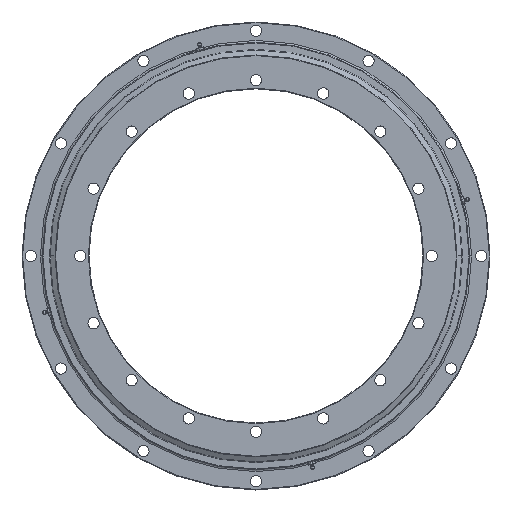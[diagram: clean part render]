
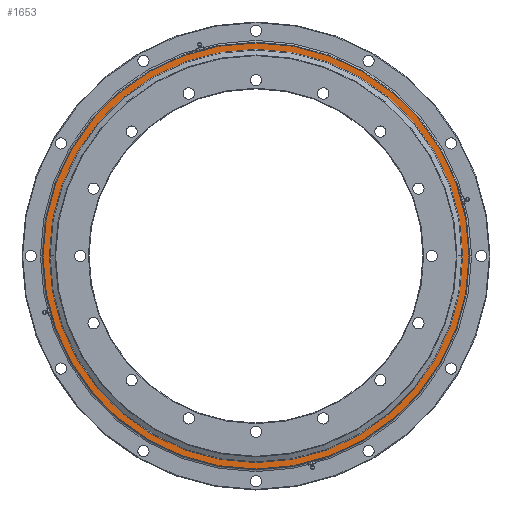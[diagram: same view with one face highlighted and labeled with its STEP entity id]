
A CAD part, top view. The second image highlights one B-rep face of the part: STEP entity #1653.
In plain terms, the highlighted face is planar.
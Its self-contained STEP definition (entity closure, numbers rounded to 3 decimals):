
#48 = DIRECTION ( 'NONE',  ( 0., 0., 1. ) ) ;
#139 = AXIS2_PLACEMENT_3D ( 'NONE', #8003, #4755, #2737 ) ;
#218 = PLANE ( 'NONE',  #5416 ) ;
#802 = CARTESIAN_POINT ( 'NONE',  ( 0., 0., -18. ) ) ;
#879 = VERTEX_POINT ( 'NONE', #2520 ) ;
#986 = CIRCLE ( 'NONE', #5834, 323.75 ) ;
#1523 = ORIENTED_EDGE ( 'NONE', *, *, #5016, .T. ) ;
#1579 = CARTESIAN_POINT ( 'NONE',  ( 0., 0., -18. ) ) ;
#1601 = EDGE_LOOP ( 'NONE', ( #1523, #4024 ) ) ;
#1653 = ADVANCED_FACE ( 'NONE', ( #2150, #3669 ), #218, .F. ) ;
#1694 = CARTESIAN_POINT ( 'NONE',  ( -340.5, 0., -18. ) ) ;
#1968 = CARTESIAN_POINT ( 'NONE',  ( -341.5, 0., -18. ) ) ;
#2115 = EDGE_CURVE ( 'NONE', #7576, #4442, #5702, .T. ) ;
#2121 = DIRECTION ( 'NONE',  ( 0., 0., 1. ) ) ;
#2150 = FACE_BOUND ( 'NONE', #1601, .T. ) ;
#2305 = ORIENTED_EDGE ( 'NONE', *, *, #2115, .T. ) ;
#2520 = CARTESIAN_POINT ( 'NONE',  ( -323.75, 0., -18. ) ) ;
#2681 = DIRECTION ( 'NONE',  ( 1., 0., 0. ) ) ;
#2724 = CARTESIAN_POINT ( 'NONE',  ( 340.5, 0., -18. ) ) ;
#2737 = DIRECTION ( 'NONE',  ( 1., 0., 0. ) ) ;
#3086 = AXIS2_PLACEMENT_3D ( 'NONE', #5341, #7314, #4064 ) ;
#3669 = FACE_OUTER_BOUND ( 'NONE', #6934, .T. ) ;
#3737 = CIRCLE ( 'NONE', #6256, 323.75 ) ;
#4024 = ORIENTED_EDGE ( 'NONE', *, *, #4936, .T. ) ;
#4064 = DIRECTION ( 'NONE',  ( 1., 0., 0. ) ) ;
#4442 = VERTEX_POINT ( 'NONE', #1694 ) ;
#4460 = CIRCLE ( 'NONE', #139, 340.5 ) ;
#4755 = DIRECTION ( 'NONE',  ( 0., 0., -1. ) ) ;
#4825 = ORIENTED_EDGE ( 'NONE', *, *, #4886, .T. ) ;
#4886 = EDGE_CURVE ( 'NONE', #4442, #7576, #4460, .T. ) ;
#4900 = DIRECTION ( 'NONE',  ( 0., 0., 1. ) ) ;
#4936 = EDGE_CURVE ( 'NONE', #5018, #879, #986, .T. ) ;
#5016 = EDGE_CURVE ( 'NONE', #879, #5018, #3737, .T. ) ;
#5018 = VERTEX_POINT ( 'NONE', #5418 ) ;
#5341 = CARTESIAN_POINT ( 'NONE',  ( 0., 0., -18. ) ) ;
#5416 = AXIS2_PLACEMENT_3D ( 'NONE', #1968, #48, #2681 ) ;
#5418 = CARTESIAN_POINT ( 'NONE',  ( 323.75, 0., -18. ) ) ;
#5702 = CIRCLE ( 'NONE', #3086, 340.5 ) ;
#5834 = AXIS2_PLACEMENT_3D ( 'NONE', #802, #2121, #5982 ) ;
#5982 = DIRECTION ( 'NONE',  ( 1., 0., 0. ) ) ;
#6256 = AXIS2_PLACEMENT_3D ( 'NONE', #1579, #4900, #6859 ) ;
#6859 = DIRECTION ( 'NONE',  ( 1., 0., 0. ) ) ;
#6934 = EDGE_LOOP ( 'NONE', ( #2305, #4825 ) ) ;
#7314 = DIRECTION ( 'NONE',  ( 0., 0., -1. ) ) ;
#7576 = VERTEX_POINT ( 'NONE', #2724 ) ;
#8003 = CARTESIAN_POINT ( 'NONE',  ( 0., 0., -18. ) ) ;
